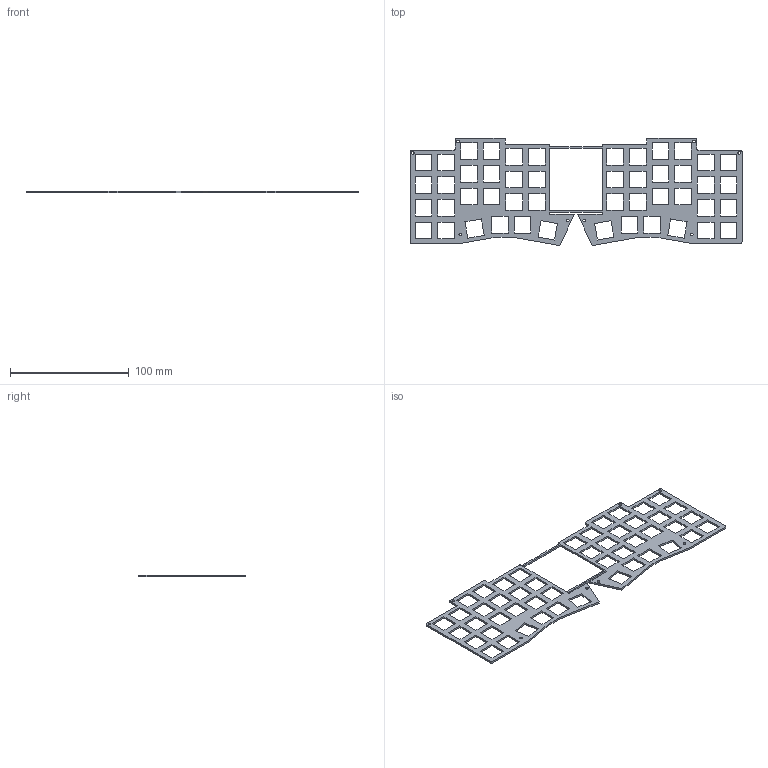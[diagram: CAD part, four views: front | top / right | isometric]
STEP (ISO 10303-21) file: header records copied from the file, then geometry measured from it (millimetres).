
FILE_DESCRIPTION(('KiCad electronic assembly'),'2;1');
FILE_NAME('yamanami_keyboard_choc_top_plate.step','2021-05-15T17:47:42', ('An Author'),('A Company'),'Open CASCADE STEP processor 6.9', 'KiCad to STEP converter','Unknown');
FILE_SCHEMA(('AUTOMOTIVE_DESIGN { 1 0 10303 214 1 1 1 1 }'));
Length unit declared in the file: millimetre
Products named in the file (2): Open CASCADE STEP translator 6.9 1; COMPOUND
Assembly tree (1 placements, depth 2):
  Open CASCADE STEP translator 6.9 1
    COMPOUND
Bounding box: 279.05 x 90 x 1.6 mm (x, y, z)
Volume: 16836.6 mm3; surface area: 27133.6 mm2
Topology: 1 solids, 1 shells, 262 faces, 780 edges, 520 vertices
Faces by surface type: plane 236, cylinder 26
Full cylindrical faces by diameter (mm): 2.3 x8
Entity records: 19071 total; most frequent: CARTESIAN_POINT 3124, DIRECTION 2920, LINE 2236, VECTOR 2236, ORIENTED_EDGE 1560, PCURVE 1560, DEFINITIONAL_REPRESENTATION 1560, EDGE_CURVE 780
